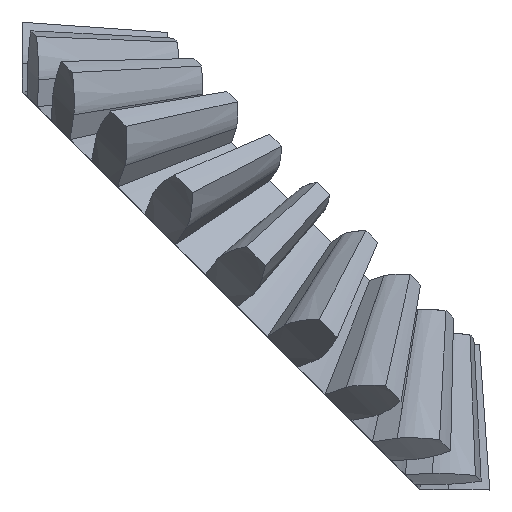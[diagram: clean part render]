
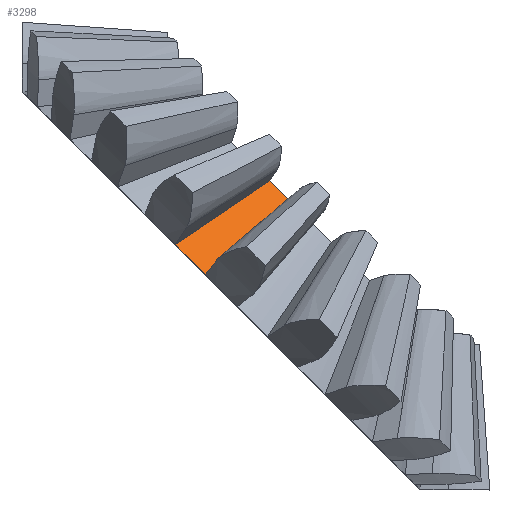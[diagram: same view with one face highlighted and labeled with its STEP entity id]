
A CAD part, front view. The second image highlights one B-rep face of the part: STEP entity #3298.
In plain terms, the highlighted conical face has half-angle 39.968 degrees and reference radius 7.596 mm.
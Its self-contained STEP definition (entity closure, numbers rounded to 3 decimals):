
#334=FACE_OUTER_BOUND('',#536,.T.);
#536=EDGE_LOOP('',(#2908,#2909,#2910,#2911));
#609=CIRCLE('',#3427,9.116);
#629=CIRCLE('',#3452,6.076);
#897=B_SPLINE_CURVE_WITH_KNOTS('',3,(#9870,#9871,#9872,#9873,#9874,#9875),
 .UNSPECIFIED.,.F.,.F.,(4,2,4),(0.236,0.355,0.709),
 .UNSPECIFIED.);
#1064=B_SPLINE_CURVE_WITH_KNOTS('',3,(#13565,#13566,#13567,#13568,#13569,
#13570),.UNSPECIFIED.,.F.,.F.,(4,2,4),(0.002,0.355,
0.475),.UNSPECIFIED.);
#1182=VERTEX_POINT('',#5485);
#1199=VERTEX_POINT('',#5880);
#1337=VERTEX_POINT('',#9869);
#1419=VERTEX_POINT('',#12380);
#1717=EDGE_CURVE('',#1337,#1182,#897,.T.);
#1904=EDGE_CURVE('',#1199,#1419,#1064,.T.);
#1937=EDGE_CURVE('',#1199,#1182,#609,.T.);
#1961=EDGE_CURVE('',#1419,#1337,#629,.T.);
#2908=ORIENTED_EDGE('',*,*,#1904,.T.);
#2909=ORIENTED_EDGE('',*,*,#1961,.T.);
#2910=ORIENTED_EDGE('',*,*,#1717,.T.);
#2911=ORIENTED_EDGE('',*,*,#1937,.F.);
#3109=CONICAL_SURFACE('',#3451,7.596,0.698);
#3298=ADVANCED_FACE('',(#334),#3109,.T.);
#3427=AXIS2_PLACEMENT_3D('',#14146,#3659,#3660);
#3451=AXIS2_PLACEMENT_3D('',#14346,#3707,#3708);
#3452=AXIS2_PLACEMENT_3D('',#14347,#3709,#3710);
#3659=DIRECTION('center_axis',(-0.707,0.,-0.707));
#3660=DIRECTION('ref_axis',(0.707,0.,-0.707));
#3707=DIRECTION('center_axis',(-0.707,0.,-0.707));
#3708=DIRECTION('ref_axis',(0.707,0.,-0.707));
#3709=DIRECTION('center_axis',(-0.707,0.,-0.707));
#3710=DIRECTION('ref_axis',(0.707,0.,-0.707));
#5485=CARTESIAN_POINT('',(0.812,-8.869,7.938));
#5880=CARTESIAN_POINT('',(1.785,-9.086,6.965));
#9869=CARTESIAN_POINT('',(3.874,-5.911,10.005));
#9870=CARTESIAN_POINT('Ctrl Pts',(3.874,-5.911,10.005));
#9871=CARTESIAN_POINT('Ctrl Pts',(3.616,-6.161,9.83));
#9872=CARTESIAN_POINT('Ctrl Pts',(3.357,-6.411,9.656));
#9873=CARTESIAN_POINT('Ctrl Pts',(2.337,-7.397,8.967));
#9874=CARTESIAN_POINT('Ctrl Pts',(1.574,-8.133,8.452));
#9875=CARTESIAN_POINT('Ctrl Pts',(0.812,-8.869,7.938));
#12380=CARTESIAN_POINT('',(4.522,-6.057,9.357));
#13565=CARTESIAN_POINT('Ctrl Pts',(1.785,-9.086,6.965));
#13566=CARTESIAN_POINT('Ctrl Pts',(2.466,-8.332,7.561));
#13567=CARTESIAN_POINT('Ctrl Pts',(3.147,-7.578,8.156));
#13568=CARTESIAN_POINT('Ctrl Pts',(4.06,-6.568,8.953));
#13569=CARTESIAN_POINT('Ctrl Pts',(4.291,-6.312,9.155));
#13570=CARTESIAN_POINT('Ctrl Pts',(4.522,-6.057,9.357));
#14146=CARTESIAN_POINT('Origin',(2.304,0.,6.446));
#14346=CARTESIAN_POINT('Origin',(3.586,0.,7.728));
#14347=CARTESIAN_POINT('Origin',(4.868,0.,9.011));
